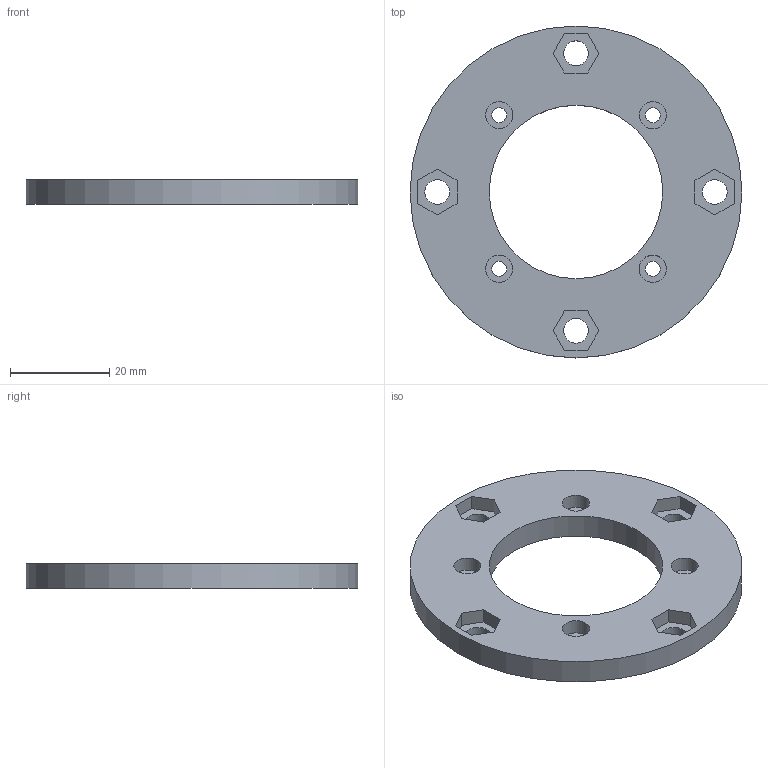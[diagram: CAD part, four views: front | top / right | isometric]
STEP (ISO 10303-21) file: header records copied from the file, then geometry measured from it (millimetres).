
FILE_DESCRIPTION(/* description */ (''),/* implementation_level */ '2;1');
FILE_NAME(/* name */ 'Stator_lite.stp',/* time_stamp */ '2021-10-28T09:48:58+02:00',/* author */ ('Teo'),/* organization */ (''),/* preprocessor_version */ 'ST-DEVELOPER v18.1',/* originating_system */ 'Autodesk Inventor 2022',/* authorisation */ '');
FILE_SCHEMA (('AUTOMOTIVE_DESIGN { 1 0 10303 214 3 1 1 }'));
Length unit declared in the file: millimetre
Products named in the file (1): Stator_lite
Bounding box: 67 x 67 x 5 mm (x, y, z)
Volume: 11653.9 mm3; surface area: 7256.6 mm2
Topology: 1 solids, 1 shells, 48 faces, 114 edges, 76 vertices
Faces by surface type: plane 34, cylinder 14
Full cylindrical faces by diameter (mm): 3 x4, 5 x4, 5.5 x4, 35 x1, 67 x1
Entity records: 1463 total; most frequent: DIRECTION 240, CARTESIAN_POINT 239, ORIENTED_EDGE 228, EDGE_CURVE 114, LINE 86, VECTOR 86, AXIS2_PLACEMENT_3D 77, VERTEX_POINT 76
